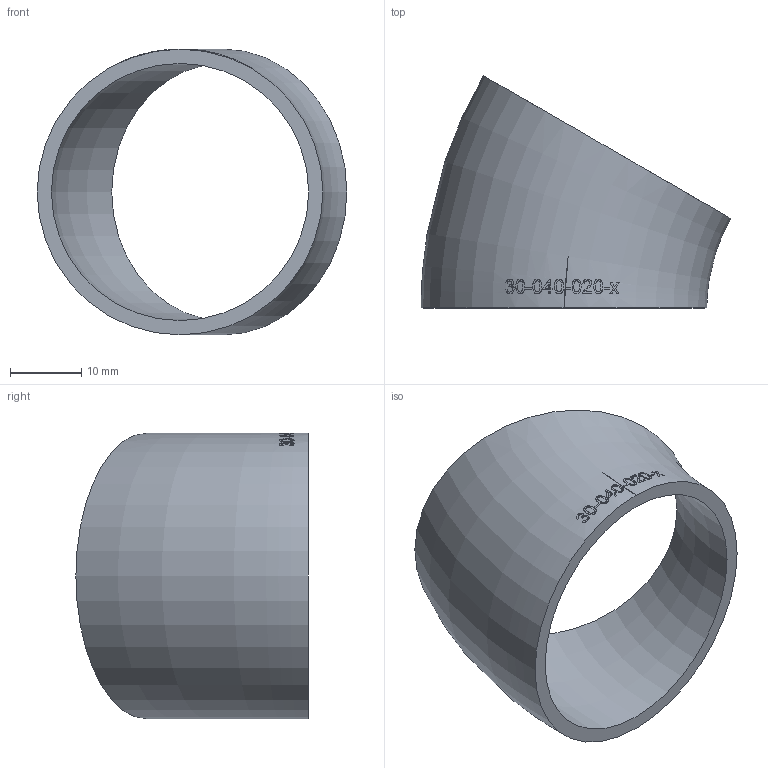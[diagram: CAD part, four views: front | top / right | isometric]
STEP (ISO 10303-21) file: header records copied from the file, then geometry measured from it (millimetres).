
FILE_DESCRIPTION (( 'STEP AP214' ), '1' );
FILE_NAME ('30-040-020-x Bogen 2004.STEP', '2020-04-20T13:47:16', ( '' ), ( '' ), 'SwSTEP 2.0', 'SolidWorks 2019', '' );
FILE_SCHEMA (( 'AUTOMOTIVE_DESIGN' ));
Length unit declared in the file: millimetre
Products named in the file (1): 30-040-020-x Bogen 2004
Bounding box: 43.35 x 32.5 x 40 mm (x, y, z)
Volume: 5625.3 mm3; surface area: 6106.3 mm2
Topology: 1 solids, 1 shells, 143 faces, 370 edges, 247 vertices
Faces by surface type: bspline 121, torus 20, plane 2
Entity records: 16300 total; most frequent: CARTESIAN_POINT 12388, ORIENTED_EDGE 734, EDGE_CURVE 367, B_SPLINE_CURVE_WITH_KNOTS 363, VERTEX_POINT 246, EDGE_LOOP 165, FACE_OUTER_BOUND 145, ADVANCED_FACE 143
